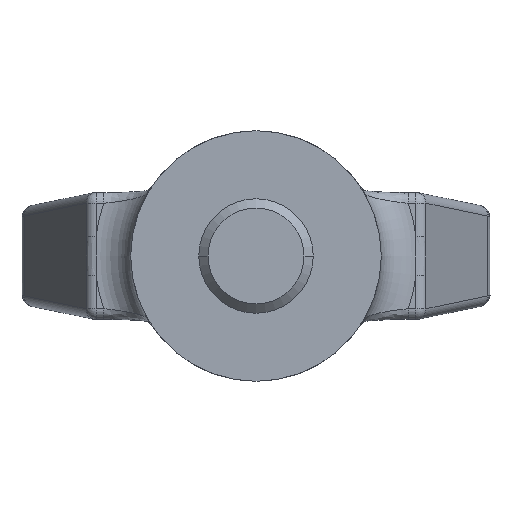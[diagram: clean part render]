
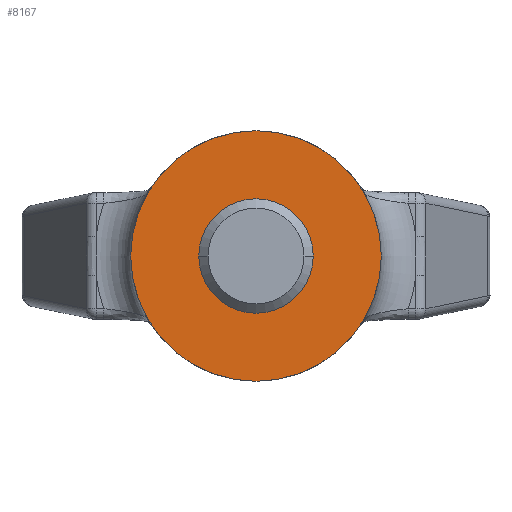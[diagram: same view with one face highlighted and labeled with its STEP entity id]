
A CAD part, front view. The second image highlights one B-rep face of the part: STEP entity #8167.
In plain terms, the highlighted planar face has unit normal (0, -1, 0).
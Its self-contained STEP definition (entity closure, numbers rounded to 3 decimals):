
#922=CARTESIAN_POINT('',(0.,-29.5,0.));
#923=DIRECTION('',(0.,-1.,0.));
#924=DIRECTION('',(-1.,0.,0.));
#925=AXIS2_PLACEMENT_3D('',#922,#923,#924);
#927=CARTESIAN_POINT('',(0.,-29.5,0.));
#928=DIRECTION('',(0.,1.,0.));
#929=DIRECTION('',(-1.,0.,0.));
#930=AXIS2_PLACEMENT_3D('',#927,#928,#929);
#5102=CARTESIAN_POINT('',(-17.5,-29.5,0.));
#5103=CARTESIAN_POINT('',(17.5,-29.5,0.));
#5104=VERTEX_POINT('',#5102);
#5105=VERTEX_POINT('',#5103);
#8158=CARTESIAN_POINT('',(0.,-29.5,0.));
#8159=DIRECTION('',(0.,1.,0.));
#8160=DIRECTION('',(1.,0.,0.));
#8161=AXIS2_PLACEMENT_3D('',#8158,#8159,#8160);
#8162=PLANE('',#8161);
#8163=ORIENTED_EDGE('',*,*,#7860,.F.);
#8164=ORIENTED_EDGE('',*,*,#6619,.T.);
#8165=EDGE_LOOP('',(#8163,#8164));
#8166=FACE_OUTER_BOUND('',#8165,.F.);
#8167=ADVANCED_FACE('',(#8166),#8162,.F.);
#926=CIRCLE('',#925,17.5);
#931=CIRCLE('',#930,17.5);
#6619=EDGE_CURVE('',#5104,#5105,#931,.T.);
#7860=EDGE_CURVE('',#5104,#5105,#926,.T.);
